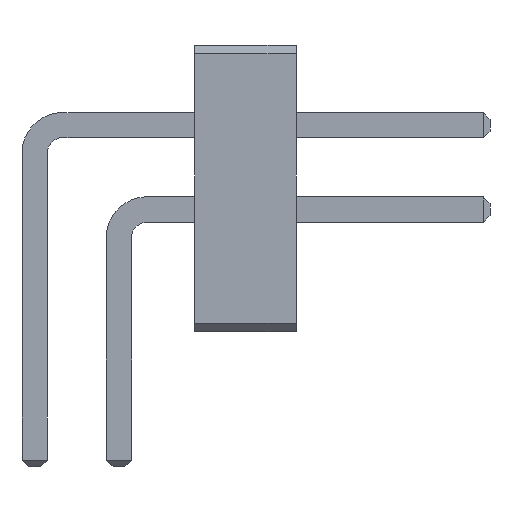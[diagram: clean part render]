
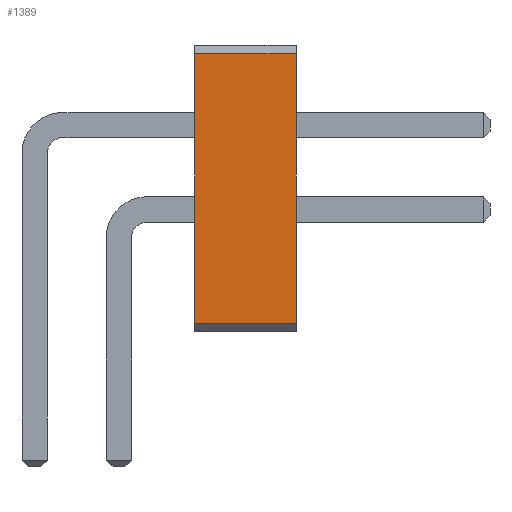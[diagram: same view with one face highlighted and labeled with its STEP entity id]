
A CAD part, front view. The second image highlights one B-rep face of the part: STEP entity #1389.
In plain terms, the highlighted planar face has unit normal (0, -1, 0).
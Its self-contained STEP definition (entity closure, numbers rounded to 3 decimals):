
#167 = VERTEX_POINT('',#168);
#168 = CARTESIAN_POINT('',(3.1,-3.5,2.7));
#174 = EDGE_CURVE('',#175,#167,#177,.T.);
#175 = VERTEX_POINT('',#176);
#176 = CARTESIAN_POINT('',(3.1,-3.5,-0.5));
#177 = LINE('',#178,#179);
#178 = CARTESIAN_POINT('',(3.1,-3.5,-0.6));
#179 = VECTOR('',#180,1.);
#180 = DIRECTION('',(0.,0.,1.));
#671 = VERTEX_POINT('',#672);
#672 = CARTESIAN_POINT('',(1.9,-3.5,-0.5));
#678 = EDGE_CURVE('',#671,#679,#681,.T.);
#679 = VERTEX_POINT('',#680);
#680 = CARTESIAN_POINT('',(1.9,-3.5,2.7));
#681 = LINE('',#682,#683);
#682 = CARTESIAN_POINT('',(1.9,-3.5,-0.6));
#683 = VECTOR('',#684,1.);
#684 = DIRECTION('',(0.,0.,1.));
#1379 = EDGE_CURVE('',#175,#671,#1380,.T.);
#1380 = LINE('',#1381,#1382);
#1381 = CARTESIAN_POINT('',(3.1,-3.5,-0.5));
#1382 = VECTOR('',#1383,1.);
#1383 = DIRECTION('',(-1.,0.,0.));
#1389 = ADVANCED_FACE('',(#1390),#1401,.F.);
#1390 = FACE_BOUND('',#1391,.F.);
#1391 = EDGE_LOOP('',(#1392,#1393,#1394,#1395));
#1392 = ORIENTED_EDGE('',*,*,#174,.F.);
#1393 = ORIENTED_EDGE('',*,*,#1379,.T.);
#1394 = ORIENTED_EDGE('',*,*,#678,.T.);
#1395 = ORIENTED_EDGE('',*,*,#1396,.F.);
#1396 = EDGE_CURVE('',#167,#679,#1397,.T.);
#1397 = LINE('',#1398,#1399);
#1398 = CARTESIAN_POINT('',(3.1,-3.5,2.7));
#1399 = VECTOR('',#1400,1.);
#1400 = DIRECTION('',(-1.,0.,0.));
#1401 = PLANE('',#1402);
#1402 = AXIS2_PLACEMENT_3D('',#1403,#1404,#1405);
#1403 = CARTESIAN_POINT('',(3.1,-3.5,-0.6));
#1404 = DIRECTION('',(0.,1.,0.));
#1405 = DIRECTION('',(0.,0.,1.));
